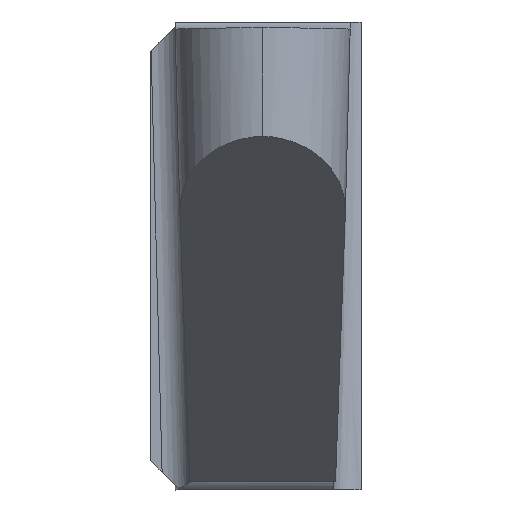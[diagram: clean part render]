
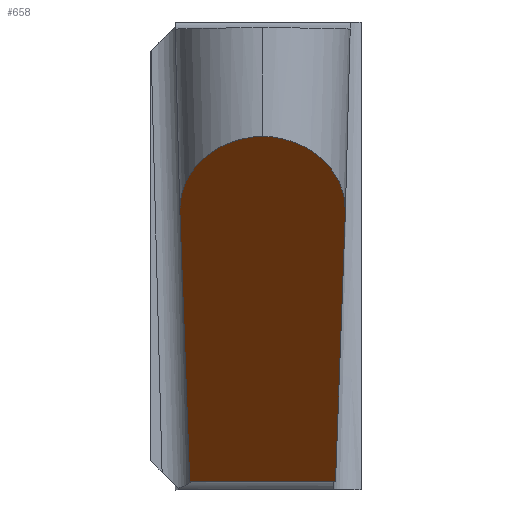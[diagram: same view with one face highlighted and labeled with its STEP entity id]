
A CAD part, front view. The second image highlights one B-rep face of the part: STEP entity #658.
In plain terms, the highlighted planar face has unit normal (0, -0.643, -0.766).
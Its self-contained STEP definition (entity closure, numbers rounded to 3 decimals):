
#524=CARTESIAN_POINT('',(0.499,1.567,-3.239));
#525=VERTEX_POINT('',#524);
#536=CARTESIAN_POINT('',(1.913,0.033,-1.952));
#537=CARTESIAN_POINT('',(1.053,0.063,-1.977));
#538=CARTESIAN_POINT('',(0.472,0.694,-2.506));
#539=CARTESIAN_POINT('',(0.499,1.567,-3.239));
#540=(BOUNDED_CURVE()B_SPLINE_CURVE(3,(#536,#537,#538,#539),.UNSPECIFIED.,.F.,.F.)B_SPLINE_CURVE_WITH_KNOTS((4,4),(0.,1.),.UNSPECIFIED.)CURVE()GEOMETRIC_REPRESENTATION_ITEM()RATIONAL_B_SPLINE_CURVE((1.,0.811,0.811,1.))REPRESENTATION_ITEM(''));
#541=CARTESIAN_POINT('',(1.913,0.033,-1.952));
#542=VERTEX_POINT('',#541);
#543=EDGE_CURVE('',#542,#525,#540,.T.);
#579=CARTESIAN_POINT('',(2.449,3.217,-4.624));
#580=DIRECTION('',(0.,0.643,0.766));
#581=DIRECTION('',(0.,-0.492,0.413));
#582=AXIS2_PLACEMENT_3D('',#579,#580,#581);
#583=PLANE('',#582);
#584=CARTESIAN_POINT('',(3.328,1.567,-3.239));
#585=CARTESIAN_POINT('',(3.355,0.694,-2.506));
#586=CARTESIAN_POINT('',(2.773,0.063,-1.977));
#587=CARTESIAN_POINT('',(1.913,0.033,-1.952));
#588=(BOUNDED_CURVE()B_SPLINE_CURVE(3,(#584,#585,#586,#587),.UNSPECIFIED.,.F.,.F.)B_SPLINE_CURVE_WITH_KNOTS((4,4),(0.,1.),.UNSPECIFIED.)CURVE()GEOMETRIC_REPRESENTATION_ITEM()RATIONAL_B_SPLINE_CURVE((1.,0.811,0.811,1.))REPRESENTATION_ITEM(''));
#589=CARTESIAN_POINT('',(3.328,1.567,-3.239));
#590=VERTEX_POINT('',#589);
#591=EDGE_CURVE('',#590,#542,#588,.T.);
#592=ORIENTED_EDGE('Edge 524',*,*,#591,.T.);
#601=CARTESIAN_POINT('',(3.159,7.062,-7.85));
#602=DIRECTION('',(0.024,-0.766,0.643));
#603=VECTOR('',#602,7.175);
#604=LINE('',#601,#603);
#605=CARTESIAN_POINT('',(3.159,7.062,-7.85));
#606=VERTEX_POINT('',#605);
#607=EDGE_CURVE('',#606,#590,#604,.T.);
#608=ORIENTED_EDGE('Edge 1198',*,*,#607,.T.);
#617=CARTESIAN_POINT('',(3.159,7.062,-7.85));
#618=DIRECTION('',(-1.,0.,0.));
#619=VECTOR('',#618,2.492);
#620=LINE('',#617,#619);
#621=CARTESIAN_POINT('',(0.667,7.062,-7.85));
#622=VERTEX_POINT('',#621);
#623=EDGE_CURVE('',#606,#622,#620,.T.);
#624=ORIENTED_EDGE('Edge 534',*,*,#623,.F.);
#633=CARTESIAN_POINT('',(0.499,1.567,-3.239));
#634=DIRECTION('',(0.024,0.766,-0.643));
#635=VECTOR('',#634,7.175);
#636=LINE('',#633,#635);
#637=EDGE_CURVE('',#525,#622,#636,.T.);
#638=ORIENTED_EDGE('Edge 1136',*,*,#637,.T.);
#647=ORIENTED_EDGE('Edge 544',*,*,#543,.T.);
#656=EDGE_LOOP('',(#647,#638,#624,#608,#592));
#657=FACE_OUTER_BOUND('Loop 545',#656,.T.);
#658=ADVANCED_FACE('Face 546',(#657),#583,.F.);
